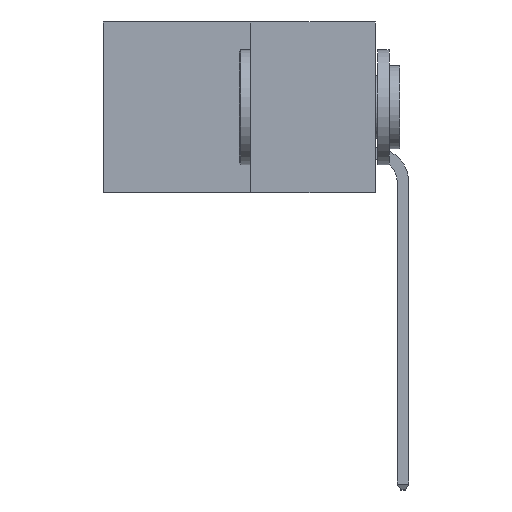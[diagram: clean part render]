
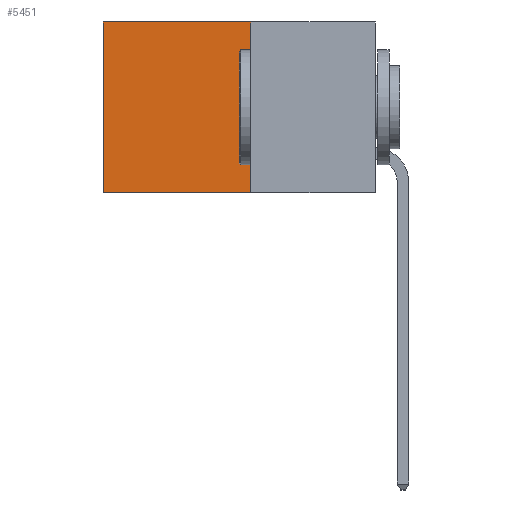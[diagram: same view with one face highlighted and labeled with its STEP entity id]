
A CAD part, left-side view. The second image highlights one B-rep face of the part: STEP entity #5451.
In plain terms, the highlighted planar face has unit normal (-1, 0, 0).
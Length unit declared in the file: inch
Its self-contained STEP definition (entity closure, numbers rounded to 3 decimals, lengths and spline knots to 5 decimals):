
#162 = DIRECTION ( 'NONE',  ( 0., 0., -1. ) ) ;
#194 = ORIENTED_EDGE ( 'NONE', *, *, #5155, .T. ) ;
#405 = CARTESIAN_POINT ( 'NONE',  ( 0.277, 0.59, -0.37 ) ) ;
#1159 = VECTOR ( 'NONE', #8099, 39.37008 ) ;
#1248 = VERTEX_POINT ( 'NONE', #9222 ) ;
#1361 = EDGE_CURVE ( 'NONE', #1248, #6144, #3214, .T. ) ;
#1549 = EDGE_CURVE ( 'NONE', #6207, #3572, #3814, .T. ) ;
#2265 = CARTESIAN_POINT ( 'NONE',  ( 0.277, 0.27, -0.37 ) ) ;
#2869 = EDGE_CURVE ( 'NONE', #1248, #6207, #6364, .T. ) ;
#2928 = DIRECTION ( 'NONE',  ( 0., 0., -1. ) ) ;
#3214 = LINE ( 'NONE', #7298, #1159 ) ;
#3572 = VERTEX_POINT ( 'NONE', #6805 ) ;
#3814 = LINE ( 'NONE', #8800, #8967 ) ;
#4922 = ORIENTED_EDGE ( 'NONE', *, *, #2869, .F. ) ;
#5155 = EDGE_CURVE ( 'NONE', #6144, #3572, #5354, .T. ) ;
#5353 = DIRECTION ( 'NONE',  ( 0., 0., -1. ) ) ;
#5354 = LINE ( 'NONE', #405, #6755 ) ;
#5380 = DIRECTION ( 'NONE',  ( 1., 0., 0. ) ) ;
#5413 = PLANE ( 'NONE',  #7504 ) ;
#5451 = ADVANCED_FACE ( 'NONE', ( #8058 ), #5413, .F. ) ;
#5532 = CARTESIAN_POINT ( 'NONE',  ( 0.277, 0.27, -0.37 ) ) ;
#5787 = ORIENTED_EDGE ( 'NONE', *, *, #1549, .F. ) ;
#5963 = DIRECTION ( 'NONE',  ( 0., 1., 0. ) ) ;
#6144 = VERTEX_POINT ( 'NONE', #6349 ) ;
#6207 = VERTEX_POINT ( 'NONE', #5532 ) ;
#6349 = CARTESIAN_POINT ( 'NONE',  ( 0.277, 0.59, 0. ) ) ;
#6364 = LINE ( 'NONE', #2265, #7983 ) ;
#6755 = VECTOR ( 'NONE', #162, 39.37008 ) ;
#6805 = CARTESIAN_POINT ( 'NONE',  ( 0.277, 0.59, -0.37 ) ) ;
#6919 = CARTESIAN_POINT ( 'NONE',  ( 0.277, 0.27, -0.37 ) ) ;
#7298 = CARTESIAN_POINT ( 'NONE',  ( 0.277, 0.27, 0. ) ) ;
#7504 = AXIS2_PLACEMENT_3D ( 'NONE', #6919, #5380, #5353 ) ;
#7561 = EDGE_LOOP ( 'NONE', ( #194, #5787, #4922, #8823 ) ) ;
#7983 = VECTOR ( 'NONE', #2928, 39.37008 ) ;
#8058 = FACE_OUTER_BOUND ( 'NONE', #7561, .T. ) ;
#8099 = DIRECTION ( 'NONE',  ( 0., 1., 0. ) ) ;
#8800 = CARTESIAN_POINT ( 'NONE',  ( 0.277, 0.27, -0.37 ) ) ;
#8823 = ORIENTED_EDGE ( 'NONE', *, *, #1361, .T. ) ;
#8967 = VECTOR ( 'NONE', #5963, 39.37008 ) ;
#9222 = CARTESIAN_POINT ( 'NONE',  ( 0.277, 0.27, 0. ) ) ;
